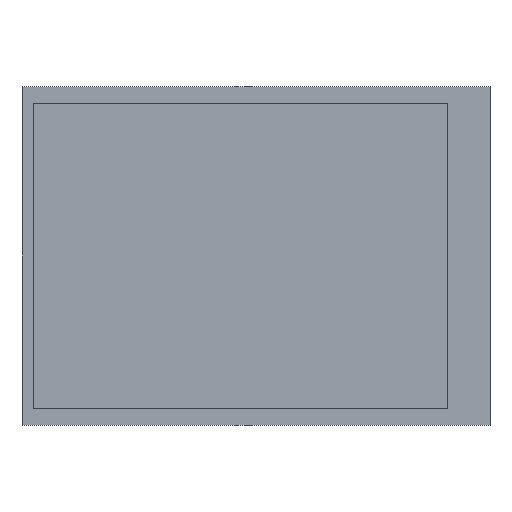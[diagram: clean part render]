
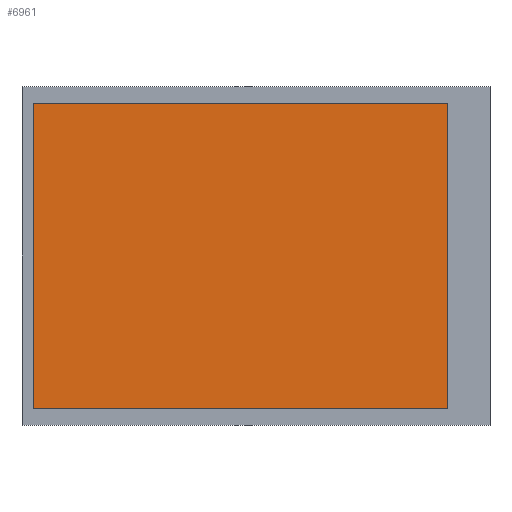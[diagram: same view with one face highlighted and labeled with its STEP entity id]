
A CAD part, front view. The second image highlights one B-rep face of the part: STEP entity #6961.
In plain terms, the highlighted planar face has unit normal (0, -1, 0).
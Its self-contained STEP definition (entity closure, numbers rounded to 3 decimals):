
#2354=DIRECTION('',(-1.,0.,0.));
#2355=VECTOR('',#2354,58.8);
#2356=CARTESIAN_POINT('',(27.2,-3.63,21.7));
#2357=LINE('',#2356,#2355);
#2358=DIRECTION('',(0.,0.,1.));
#2359=VECTOR('',#2358,43.4);
#2360=CARTESIAN_POINT('',(27.2,-3.63,-21.7));
#2361=LINE('',#2360,#2359);
#2362=DIRECTION('',(1.,0.,0.));
#2363=VECTOR('',#2362,58.8);
#2364=CARTESIAN_POINT('',(-31.6,-3.63,-21.7));
#2365=LINE('',#2364,#2363);
#2366=DIRECTION('',(0.,0.,-1.));
#2367=VECTOR('',#2366,43.4);
#2368=CARTESIAN_POINT('',(-31.6,-3.63,21.7));
#2369=LINE('',#2368,#2367);
#3138=CARTESIAN_POINT('',(27.2,-3.63,21.7));
#3139=CARTESIAN_POINT('',(-31.6,-3.63,21.7));
#3140=VERTEX_POINT('',#3138);
#3141=VERTEX_POINT('',#3139);
#3142=CARTESIAN_POINT('',(-31.6,-3.63,-21.7));
#3143=VERTEX_POINT('',#3142);
#3144=CARTESIAN_POINT('',(27.2,-3.63,-21.7));
#3145=VERTEX_POINT('',#3144);
#6950=CARTESIAN_POINT('',(0.,-3.63,28.868));
#6951=DIRECTION('',(0.,-1.,0.));
#6952=DIRECTION('',(-1.,0.,0.));
#6953=AXIS2_PLACEMENT_3D('',#6950,#6951,#6952);
#6954=PLANE('',#6953);
#6955=ORIENTED_EDGE('',*,*,#6902,.F.);
#6956=ORIENTED_EDGE('',*,*,#6917,.F.);
#6957=ORIENTED_EDGE('',*,*,#6931,.F.);
#6958=ORIENTED_EDGE('',*,*,#6944,.F.);
#6959=EDGE_LOOP('',(#6955,#6956,#6957,#6958));
#6960=FACE_OUTER_BOUND('',#6959,.F.);
#6961=ADVANCED_FACE('',(#6960),#6954,.T.);
#6902=EDGE_CURVE('',#3140,#3141,#2357,.T.);
#6917=EDGE_CURVE('',#3145,#3140,#2361,.T.);
#6931=EDGE_CURVE('',#3143,#3145,#2365,.T.);
#6944=EDGE_CURVE('',#3141,#3143,#2369,.T.);
